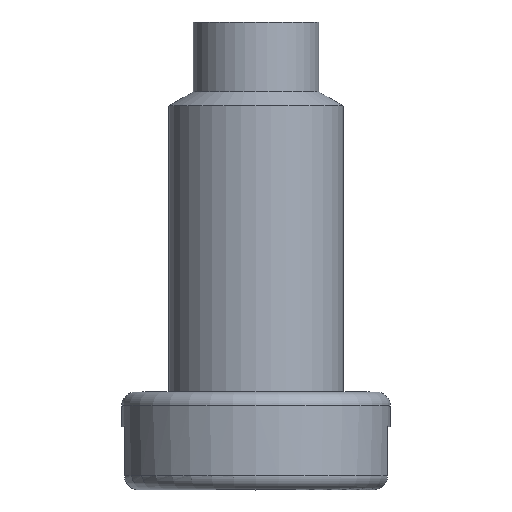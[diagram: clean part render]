
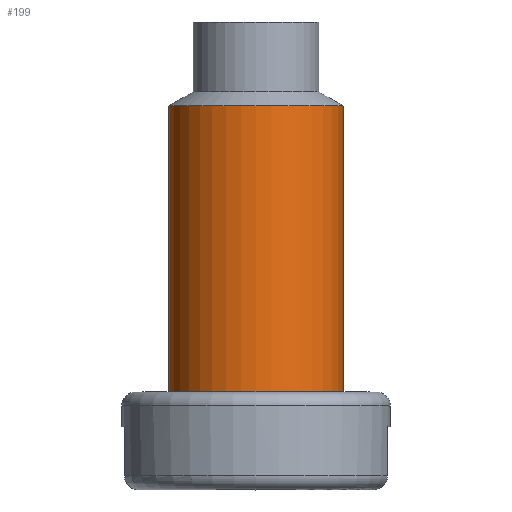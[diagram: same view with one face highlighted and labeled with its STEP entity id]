
A CAD part, top view. The second image highlights one B-rep face of the part: STEP entity #199.
In plain terms, the highlighted cylindrical face has radius 1.25 mm (diameter 2.5 mm), a full revolution.
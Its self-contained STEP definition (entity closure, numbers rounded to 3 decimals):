
#20=FACE_BOUND($,#66,.T.);
#31=CIRCLE($,#224,1.25);
#32=CIRCLE($,#226,1.25);
#36=CYLINDRICAL_SURFACE($,#225,1.25);
#48=FACE_OUTER_BOUND($,#65,.T.);
#65=EDGE_LOOP($,(#175));
#66=EDGE_LOOP($,(#176));
#106=VERTEX_POINT($,#375);
#107=VERTEX_POINT($,#378);
#130=EDGE_CURVE($,#106,#106,#31,.T.);
#131=EDGE_CURVE($,#107,#107,#32,.T.);
#175=ORIENTED_EDGE($,*,*,#131,.T.);
#176=ORIENTED_EDGE($,*,*,#130,.T.);
#199=ADVANCED_FACE($,(#48,#20),#36,.T.);
#224=AXIS2_PLACEMENT_3D($,#376,#278,#279);
#225=AXIS2_PLACEMENT_3D($,#377,#280,#281);
#226=AXIS2_PLACEMENT_3D($,#379,#282,#283);
#278=DIRECTION('center_axis',(0.,1.,0.));
#279=DIRECTION('ref_axis',(0.,0.,-1.));
#280=DIRECTION('center_axis',(0.,-1.,0.));
#281=DIRECTION('ref_axis',(0.,0.,1.));
#282=DIRECTION('center_axis',(0.,-1.,0.));
#283=DIRECTION('ref_axis',(0.,0.,-1.));
#375=CARTESIAN_POINT('',(0.,2.2,17.8));
#376=CARTESIAN_POINT('Origin',(0.,2.2,16.55));
#377=CARTESIAN_POINT('Origin',(0.,0.465,16.55));
#378=CARTESIAN_POINT('',(0.,6.298,17.8));
#379=CARTESIAN_POINT('Origin',(0.,6.298,16.55));
